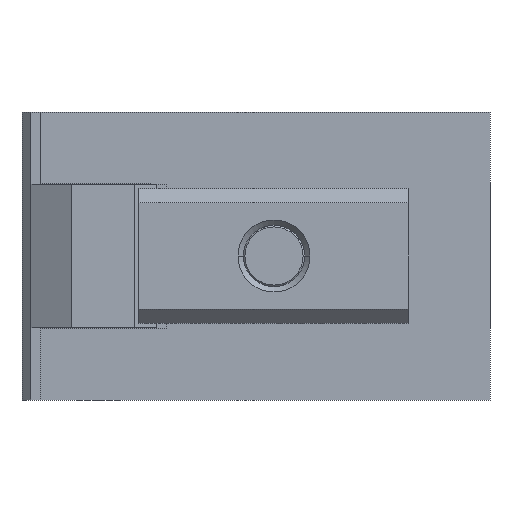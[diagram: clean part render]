
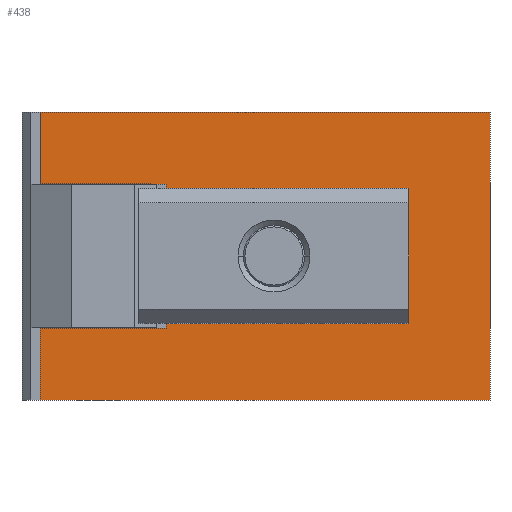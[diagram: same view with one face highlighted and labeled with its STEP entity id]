
A CAD part, front view. The second image highlights one B-rep face of the part: STEP entity #438.
In plain terms, the highlighted planar face has unit normal (0, -1, 0).
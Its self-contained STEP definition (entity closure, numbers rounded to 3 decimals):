
#438=ADVANCED_FACE('',(#890,#891),#892,.T.);
#890=FACE_OUTER_BOUND('',#1361,.T.);
#891=FACE_BOUND('',#1362,.T.);
#892=PLANE('',#1363);
#1361=EDGE_LOOP('',(#2527,#2528,#2529,#2530,#2531,#2532,#2533,#2534));
#1362=EDGE_LOOP('',(#2535,#2536));
#1363=AXIS2_PLACEMENT_3D('',#2537,#2538,#2539);
#2527=ORIENTED_EDGE('',*,*,#3132,.T.);
#2528=ORIENTED_EDGE('',*,*,#3133,.T.);
#2529=ORIENTED_EDGE('',*,*,#3134,.T.);
#2530=ORIENTED_EDGE('',*,*,#3135,.T.);
#2531=ORIENTED_EDGE('',*,*,#3136,.T.);
#2532=ORIENTED_EDGE('',*,*,#3137,.T.);
#2533=ORIENTED_EDGE('',*,*,#3138,.T.);
#2534=ORIENTED_EDGE('',*,*,#3139,.T.);
#2535=ORIENTED_EDGE('',*,*,#3108,.T.);
#2536=ORIENTED_EDGE('',*,*,#3140,.T.);
#2537=CARTESIAN_POINT('',(0.0,0.0,0.0));
#2538=DIRECTION('',(0.0,-1.0,0.0));
#2539=DIRECTION('',(0.0,0.0,-1.0));
#3108=EDGE_CURVE('',#3790,#3788,#3791,.T.);
#3132=EDGE_CURVE('',#3827,#3828,#3829,.T.);
#3133=EDGE_CURVE('',#3828,#3830,#3831,.T.);
#3134=EDGE_CURVE('',#3830,#3832,#3833,.T.);
#3135=EDGE_CURVE('',#3832,#3834,#3835,.T.);
#3136=EDGE_CURVE('',#3834,#3836,#3837,.T.);
#3137=EDGE_CURVE('',#3836,#3838,#3839,.T.);
#3138=EDGE_CURVE('',#3838,#3840,#3841,.T.);
#3139=EDGE_CURVE('',#3840,#3827,#3842,.T.);
#3140=EDGE_CURVE('',#3788,#3790,#3843,.T.);
#3788=VERTEX_POINT('',#4945);
#3790=VERTEX_POINT('',#4948);
#3791=CIRCLE('',#4949,4.2);
#3827=VERTEX_POINT('',#4994);
#3828=VERTEX_POINT('',#4995);
#3829=LINE('',#4996,#4997);
#3830=VERTEX_POINT('',#4998);
#3831=LINE('',#4999,#5000);
#3832=VERTEX_POINT('',#5001);
#3833=LINE('',#5002,#5003);
#3834=VERTEX_POINT('',#5004);
#3835=LINE('',#5005,#5006);
#3836=VERTEX_POINT('',#5007);
#3837=LINE('',#5008,#5009);
#3838=VERTEX_POINT('',#5010);
#3839=LINE('',#5011,#5012);
#3840=VERTEX_POINT('',#5013);
#3841=LINE('',#5014,#5015);
#3842=LINE('',#5016,#5017);
#3843=CIRCLE('',#5018,4.2);
#4945=CARTESIAN_POINT('',(0.,0.0,4.2));
#4948=CARTESIAN_POINT('',(0.0,0.0,-4.2));
#4949=AXIS2_PLACEMENT_3D('',#5537,#5538,#5539);
#4994=CARTESIAN_POINT('',(-12.0,0.0,-8.0));
#4995=CARTESIAN_POINT('',(-26.0,0.0,-8.0));
#4996=CARTESIAN_POINT('',(0.0,0.0,-8.0));
#4997=VECTOR('',#5573,1000.0);
#4998=CARTESIAN_POINT('',(-26.0,0.0,-16.0));
#4999=CARTESIAN_POINT('',(-26.0,0.0,0.0));
#5000=VECTOR('',#5574,1000.0);
#5001=CARTESIAN_POINT('',(24.0,0.0,-16.0));
#5002=CARTESIAN_POINT('',(0.0,0.0,-16.0));
#5003=VECTOR('',#5575,1000.0);
#5004=CARTESIAN_POINT('',(24.0,0.0,16.0));
#5005=CARTESIAN_POINT('',(24.0,0.0,0.0));
#5006=VECTOR('',#5576,1000.0);
#5007=CARTESIAN_POINT('',(-26.0,0.0,16.0));
#5008=CARTESIAN_POINT('',(0.0,0.0,16.0));
#5009=VECTOR('',#5577,1000.0);
#5010=CARTESIAN_POINT('',(-26.0,0.0,8.));
#5011=CARTESIAN_POINT('',(-26.0,0.0,0.0));
#5012=VECTOR('',#5578,1000.0);
#5013=CARTESIAN_POINT('',(-12.0,0.0,8.0));
#5014=CARTESIAN_POINT('',(0.0,0.0,8.));
#5015=VECTOR('',#5579,1000.0);
#5016=CARTESIAN_POINT('',(-12.0,0.0,0.0));
#5017=VECTOR('',#5580,1000.0);
#5018=AXIS2_PLACEMENT_3D('',#5581,#5582,#5583);
#5537=CARTESIAN_POINT('',(0.0,0.0,0.0));
#5538=DIRECTION('',(0.0,1.0,0.0));
#5539=DIRECTION('',(0.0,0.0,-1.0));
#5573=DIRECTION('',(-1.0,-0.0,-0.0));
#5574=DIRECTION('',(0.0,0.0,-1.0));
#5575=DIRECTION('',(1.0,0.0,0.0));
#5576=DIRECTION('',(0.0,0.0,1.0));
#5577=DIRECTION('',(-1.0,-0.0,-0.0));
#5578=DIRECTION('',(0.0,0.0,-1.0));
#5579=DIRECTION('',(1.0,0.0,0.0));
#5580=DIRECTION('',(0.0,0.0,-1.0));
#5581=CARTESIAN_POINT('',(0.0,0.0,0.0));
#5582=DIRECTION('',(0.0,1.0,0.0));
#5583=DIRECTION('',(0.0,0.0,-1.0));
